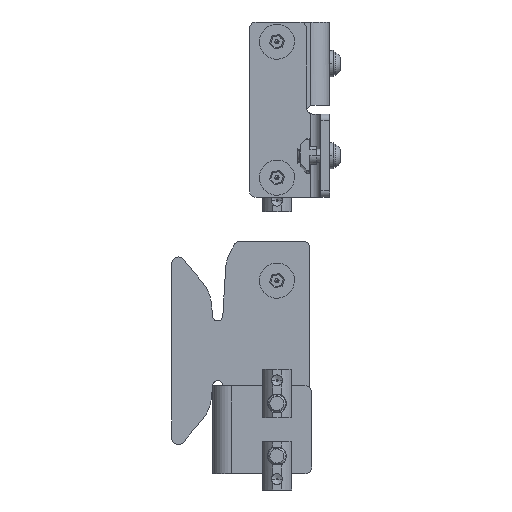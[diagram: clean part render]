
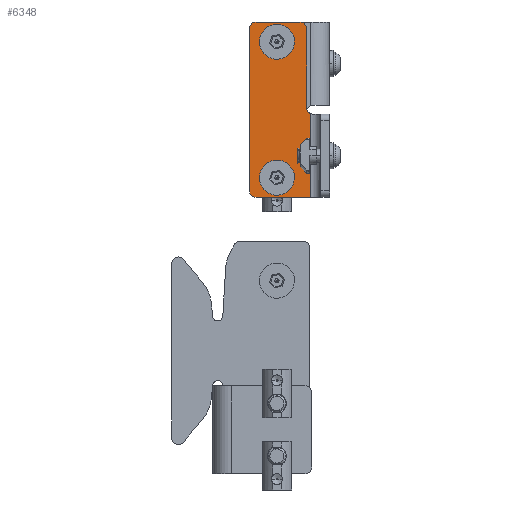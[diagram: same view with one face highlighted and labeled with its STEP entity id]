
A CAD part, left-side view. The second image highlights one B-rep face of the part: STEP entity #6348.
In plain terms, the highlighted face is planar.
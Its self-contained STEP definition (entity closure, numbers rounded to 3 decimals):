
#121 = ORIENTED_EDGE ( 'NONE', *, *, #633, .F. ) ;
#198 = CARTESIAN_POINT ( 'NONE',  ( 8.5, 80., -4. ) ) ;
#347 = LINE ( 'NONE', #8312, #4757 ) ;
#349 = AXIS2_PLACEMENT_3D ( 'NONE', #198, #6337, #1068 ) ;
#529 = CARTESIAN_POINT ( 'NONE',  ( 13.5, 77., -4. ) ) ;
#609 = ORIENTED_EDGE ( 'NONE', *, *, #1091, .T. ) ;
#633 = EDGE_CURVE ( 'NONE', #8027, #8655, #3305, .T. ) ;
#717 = DIRECTION ( 'NONE',  ( 0., 0., 1. ) ) ;
#785 = AXIS2_PLACEMENT_3D ( 'NONE', #7110, #977, #6250 ) ;
#817 = CARTESIAN_POINT ( 'NONE',  ( 33.5, 3., -4. ) ) ;
#878 = VERTEX_POINT ( 'NONE', #8695 ) ;
#946 = EDGE_CURVE ( 'NONE', #5296, #1062, #5600, .T. ) ;
#977 = DIRECTION ( 'NONE',  ( 0., 0., -1. ) ) ;
#1062 = VERTEX_POINT ( 'NONE', #4694 ) ;
#1068 = DIRECTION ( 'NONE',  ( -1., 0., 0. ) ) ;
#1086 = EDGE_CURVE ( 'NONE', #2217, #2430, #2399, .T. ) ;
#1091 = EDGE_CURVE ( 'NONE', #1062, #7062, #347, .T. ) ;
#1151 = CARTESIAN_POINT ( 'NONE',  ( 31.5, 9., -4. ) ) ;
#1161 = AXIS2_PLACEMENT_3D ( 'NONE', #5141, #717, #7079 ) ;
#1249 = EDGE_CURVE ( 'NONE', #5296, #2217, #5452, .T. ) ;
#1383 = EDGE_CURVE ( 'NONE', #878, #7235, #2255, .T. ) ;
#1392 = EDGE_CURVE ( 'NONE', #2479, #878, #9237, .T. ) ;
#1423 = DIRECTION ( 'NONE',  ( -1., 0., 0. ) ) ;
#1536 = EDGE_CURVE ( 'NONE', #7235, #2430, #8169, .T. ) ;
#1667 = AXIS2_PLACEMENT_3D ( 'NONE', #1715, #7884, #2607 ) ;
#1715 = CARTESIAN_POINT ( 'NONE',  ( 24., 9., -4. ) ) ;
#1984 = EDGE_CURVE ( 'NONE', #6783, #2479, #9226, .T. ) ;
#2217 = VERTEX_POINT ( 'NONE', #3823 ) ;
#2255 = LINE ( 'NONE', #9738, #11303 ) ;
#2298 = CARTESIAN_POINT ( 'NONE',  ( 33.5, 0., -4. ) ) ;
#2369 = DIRECTION ( 'NONE',  ( -1., 0., 0. ) ) ;
#2399 = LINE ( 'NONE', #9166, #9386 ) ;
#2422 = EDGE_CURVE ( 'NONE', #7062, #6783, #8012, .T. ) ;
#2430 = VERTEX_POINT ( 'NONE', #2298 ) ;
#2479 = VERTEX_POINT ( 'NONE', #9306 ) ;
#2500 = AXIS2_PLACEMENT_3D ( 'NONE', #817, #8079, #2369 ) ;
#2504 = ORIENTED_EDGE ( 'NONE', *, *, #2588, .F. ) ;
#2544 = DIRECTION ( 'NONE',  ( -1., 0., 0. ) ) ;
#2588 = EDGE_CURVE ( 'NONE', #7542, #6650, #9376, .T. ) ;
#2607 = DIRECTION ( 'NONE',  ( -1., 0., 0. ) ) ;
#3018 = CARTESIAN_POINT ( 'NONE',  ( 16.5, 71., -4. ) ) ;
#3071 = DIRECTION ( 'NONE',  ( 1., 0., 0. ) ) ;
#3191 = AXIS2_PLACEMENT_3D ( 'NONE', #3365, #9461, #4231 ) ;
#3246 = CARTESIAN_POINT ( 'NONE',  ( 8.5, 80., -4. ) ) ;
#3305 = CIRCLE ( 'NONE', #785, 7.5 ) ;
#3331 = FACE_BOUND ( 'NONE', #8614, .T. ) ;
#3365 = CARTESIAN_POINT ( 'NONE',  ( 24., 71., -4. ) ) ;
#3477 = ORIENTED_EDGE ( 'NONE', *, *, #3678, .F. ) ;
#3484 = CARTESIAN_POINT ( 'NONE',  ( 10.5, 77., -4. ) ) ;
#3643 = CARTESIAN_POINT ( 'NONE',  ( 33.5, 77., -4. ) ) ;
#3678 = EDGE_CURVE ( 'NONE', #6650, #7542, #11001, .T. ) ;
#3723 = DIRECTION ( 'NONE',  ( 0., -1., 0. ) ) ;
#3823 = CARTESIAN_POINT ( 'NONE',  ( 8.5, 0., -4. ) ) ;
#3904 = EDGE_LOOP ( 'NONE', ( #3477, #2504 ) ) ;
#4231 = DIRECTION ( 'NONE',  ( -1., 0., 0. ) ) ;
#4590 = PLANE ( 'NONE',  #349 ) ;
#4641 = CARTESIAN_POINT ( 'NONE',  ( 24., 71., -4. ) ) ;
#4694 = CARTESIAN_POINT ( 'NONE',  ( 10.5, 41., -4. ) ) ;
#4757 = VECTOR ( 'NONE', #10061, 1000. ) ;
#5005 = CARTESIAN_POINT ( 'NONE',  ( 8.5, 38.172, -4. ) ) ;
#5017 = DIRECTION ( 'NONE',  ( 1., 0., 0. ) ) ;
#5065 = EDGE_LOOP ( 'NONE', ( #7236, #11054, #10875, #7465, #6422, #609, #5440, #7867, #5904 ) ) ;
#5141 = CARTESIAN_POINT ( 'NONE',  ( 7.5, 41., -4. ) ) ;
#5296 = VERTEX_POINT ( 'NONE', #5005 ) ;
#5402 = FACE_OUTER_BOUND ( 'NONE', #5065, .T. ) ;
#5440 = ORIENTED_EDGE ( 'NONE', *, *, #2422, .T. ) ;
#5452 = LINE ( 'NONE', #5961, #5988 ) ;
#5549 = DIRECTION ( 'NONE',  ( -1., 0., 0. ) ) ;
#5600 = CIRCLE ( 'NONE', #1161, 3. ) ;
#5904 = ORIENTED_EDGE ( 'NONE', *, *, #1392, .T. ) ;
#5961 = CARTESIAN_POINT ( 'NONE',  ( 8.5, 80., -4. ) ) ;
#5988 = VECTOR ( 'NONE', #3723, 1000. ) ;
#6250 = DIRECTION ( 'NONE',  ( -1., 0., 0. ) ) ;
#6337 = DIRECTION ( 'NONE',  ( 0., 0., -1. ) ) ;
#6348 = ADVANCED_FACE ( 'NONE', ( #9741, #3331, #5402 ), #4590, .T. ) ;
#6422 = ORIENTED_EDGE ( 'NONE', *, *, #946, .T. ) ;
#6613 = ORIENTED_EDGE ( 'NONE', *, *, #7040, .F. ) ;
#6650 = VERTEX_POINT ( 'NONE', #3018 ) ;
#6667 = DIRECTION ( 'NONE',  ( 0., 0., -1. ) ) ;
#6783 = VERTEX_POINT ( 'NONE', #11033 ) ;
#6908 = VECTOR ( 'NONE', #5017, 1000. ) ;
#7040 = EDGE_CURVE ( 'NONE', #8655, #8027, #10682, .T. ) ;
#7062 = VERTEX_POINT ( 'NONE', #3484 ) ;
#7079 = DIRECTION ( 'NONE',  ( -1., 0., 0. ) ) ;
#7110 = CARTESIAN_POINT ( 'NONE',  ( 24., 9., -4. ) ) ;
#7235 = VERTEX_POINT ( 'NONE', #7371 ) ;
#7236 = ORIENTED_EDGE ( 'NONE', *, *, #1383, .T. ) ;
#7371 = CARTESIAN_POINT ( 'NONE',  ( 36.5, 3., -4. ) ) ;
#7465 = ORIENTED_EDGE ( 'NONE', *, *, #1249, .F. ) ;
#7542 = VERTEX_POINT ( 'NONE', #9529 ) ;
#7867 = ORIENTED_EDGE ( 'NONE', *, *, #1984, .T. ) ;
#7884 = DIRECTION ( 'NONE',  ( 0., 0., -1. ) ) ;
#8012 = CIRCLE ( 'NONE', #9840, 3. ) ;
#8020 = AXIS2_PLACEMENT_3D ( 'NONE', #3643, #8596, #2544 ) ;
#8027 = VERTEX_POINT ( 'NONE', #10081 ) ;
#8079 = DIRECTION ( 'NONE',  ( 0., 0., -1. ) ) ;
#8169 = CIRCLE ( 'NONE', #2500, 3. ) ;
#8312 = CARTESIAN_POINT ( 'NONE',  ( 10.5, 80., -4. ) ) ;
#8596 = DIRECTION ( 'NONE',  ( 0., 0., -1. ) ) ;
#8614 = EDGE_LOOP ( 'NONE', ( #121, #6613 ) ) ;
#8655 = VERTEX_POINT ( 'NONE', #1151 ) ;
#8695 = CARTESIAN_POINT ( 'NONE',  ( 36.5, 77., -4. ) ) ;
#9166 = CARTESIAN_POINT ( 'NONE',  ( 8.5, 0., -4. ) ) ;
#9226 = LINE ( 'NONE', #3246, #6908 ) ;
#9237 = CIRCLE ( 'NONE', #8020, 3. ) ;
#9306 = CARTESIAN_POINT ( 'NONE',  ( 33.5, 80., -4. ) ) ;
#9376 = CIRCLE ( 'NONE', #3191, 7.5 ) ;
#9386 = VECTOR ( 'NONE', #3071, 1000. ) ;
#9461 = DIRECTION ( 'NONE',  ( 0., 0., -1. ) ) ;
#9529 = CARTESIAN_POINT ( 'NONE',  ( 31.5, 71., -4. ) ) ;
#9738 = CARTESIAN_POINT ( 'NONE',  ( 36.5, 80., -4. ) ) ;
#9741 = FACE_BOUND ( 'NONE', #3904, .T. ) ;
#9840 = AXIS2_PLACEMENT_3D ( 'NONE', #529, #6667, #1423 ) ;
#10061 = DIRECTION ( 'NONE',  ( 0., 1., 0. ) ) ;
#10081 = CARTESIAN_POINT ( 'NONE',  ( 16.5, 9., -4. ) ) ;
#10471 = DIRECTION ( 'NONE',  ( 0., -1., 0. ) ) ;
#10682 = CIRCLE ( 'NONE', #1667, 7.5 ) ;
#10745 = DIRECTION ( 'NONE',  ( 0., 0., -1. ) ) ;
#10875 = ORIENTED_EDGE ( 'NONE', *, *, #1086, .F. ) ;
#11001 = CIRCLE ( 'NONE', #11324, 7.5 ) ;
#11033 = CARTESIAN_POINT ( 'NONE',  ( 13.5, 80., -4. ) ) ;
#11054 = ORIENTED_EDGE ( 'NONE', *, *, #1536, .T. ) ;
#11303 = VECTOR ( 'NONE', #10471, 1000. ) ;
#11324 = AXIS2_PLACEMENT_3D ( 'NONE', #4641, #10745, #5549 ) ;
